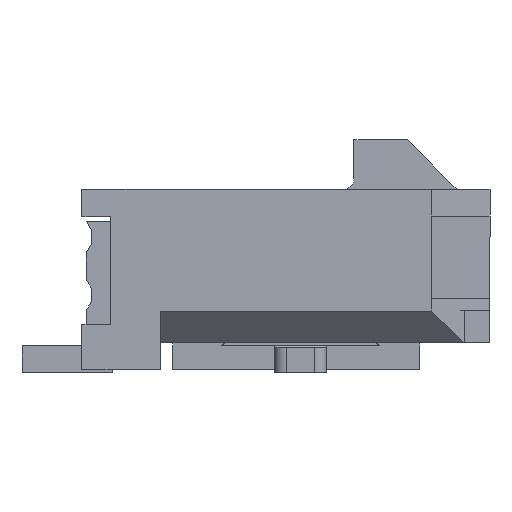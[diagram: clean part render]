
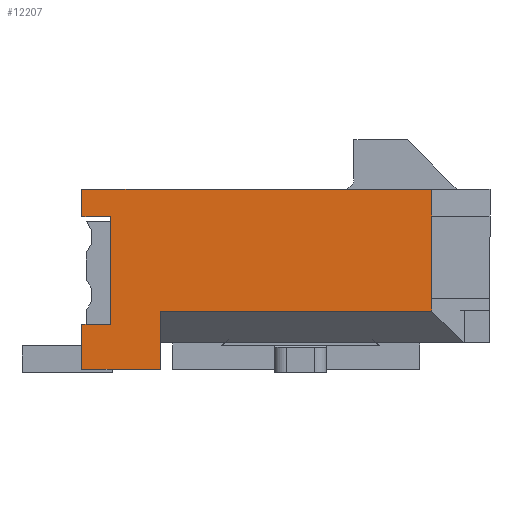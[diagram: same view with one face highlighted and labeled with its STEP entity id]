
A CAD part, front view. The second image highlights one B-rep face of the part: STEP entity #12207.
In plain terms, the highlighted face is planar.
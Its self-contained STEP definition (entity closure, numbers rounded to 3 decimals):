
#1081=ORIENTED_EDGE('',*,*,#3224,.T.);
#1082=ORIENTED_EDGE('',*,*,#3210,.T.);
#1083=ORIENTED_EDGE('',*,*,#3197,.T.);
#1084=ORIENTED_EDGE('',*,*,#2945,.T.);
#1085=ORIENTED_EDGE('',*,*,#3296,.F.);
#1086=ORIENTED_EDGE('',*,*,#2938,.T.);
#1087=ORIENTED_EDGE('',*,*,#3309,.F.);
#1088=ORIENTED_EDGE('',*,*,#3310,.F.);
#1089=ORIENTED_EDGE('',*,*,#3311,.F.);
#1090=ORIENTED_EDGE('',*,*,#3312,.T.);
#1091=ORIENTED_EDGE('',*,*,#2922,.T.);
#1092=ORIENTED_EDGE('',*,*,#3207,.T.);
#2922=EDGE_CURVE('',#4155,#4154,#5008,.T.);
#2938=EDGE_CURVE('',#4167,#4166,#5024,.T.);
#2945=EDGE_CURVE('',#4173,#4172,#5031,.T.);
#3197=EDGE_CURVE('',#4337,#4173,#5283,.T.);
#3207=EDGE_CURVE('',#4154,#4340,#5293,.T.);
#3210=EDGE_CURVE('',#4341,#4337,#5296,.T.);
#3224=EDGE_CURVE('',#4340,#4341,#5310,.T.);
#3296=EDGE_CURVE('',#4167,#4172,#5382,.T.);
#3309=EDGE_CURVE('',#4391,#4166,#5395,.T.);
#3310=EDGE_CURVE('',#4390,#4391,#5396,.T.);
#3311=EDGE_CURVE('',#4392,#4390,#5397,.T.);
#3312=EDGE_CURVE('',#4392,#4155,#5398,.T.);
#4154=VERTEX_POINT('',#15881);
#4155=VERTEX_POINT('',#15883);
#4166=VERTEX_POINT('',#15914);
#4167=VERTEX_POINT('',#15916);
#4172=VERTEX_POINT('',#15929);
#4173=VERTEX_POINT('',#15931);
#4337=VERTEX_POINT('',#16435);
#4340=VERTEX_POINT('',#16452);
#4341=VERTEX_POINT('',#16456);
#4390=VERTEX_POINT('',#16640);
#4391=VERTEX_POINT('',#16644);
#4392=VERTEX_POINT('',#16647);
#5008=LINE('',#15882,#6254);
#5024=LINE('',#15915,#6270);
#5031=LINE('',#15930,#6277);
#5283=LINE('',#16434,#6529);
#5293=LINE('',#16453,#6539);
#5296=LINE('',#16459,#6542);
#5310=LINE('',#16485,#6556);
#5382=LINE('',#16622,#6628);
#5395=LINE('',#16643,#6641);
#5396=LINE('',#16645,#6642);
#5397=LINE('',#16646,#6643);
#5398=LINE('',#16648,#6644);
#6254=VECTOR('',#13443,1000.);
#6270=VECTOR('',#13469,1000.);
#6277=VECTOR('',#13480,1000.);
#6529=VECTOR('',#13908,1000.);
#6539=VECTOR('',#13928,1000.);
#6542=VECTOR('',#13933,1000.);
#6556=VECTOR('',#13959,1000.);
#6628=VECTOR('',#14083,1000.);
#6641=VECTOR('',#14106,1000.);
#6642=VECTOR('',#14107,1000.);
#6643=VECTOR('',#14108,1000.);
#6644=VECTOR('',#14109,1000.);
#7423=EDGE_LOOP('',(#1081,#1082,#1083,#1084,#1085,#1086,#1087,#1088,#1089,
#1090,#1091,#1092));
#7921=FACE_BOUND('',#7423,.T.);
#8411=PLANE('',#12694);
#12207=ADVANCED_FACE('',(#7921),#8411,.T.);
#12694=AXIS2_PLACEMENT_3D('',#16642,#14104,#14105);
#13443=DIRECTION('',(0.,0.,-1.));
#13469=DIRECTION('',(0.,-1.,0.));
#13480=DIRECTION('',(0.,-1.,0.));
#13908=DIRECTION('',(0.,0.,-1.));
#13928=DIRECTION('',(0.,-1.,0.));
#13933=DIRECTION('',(0.,1.,0.));
#13959=DIRECTION('',(0.,0.,-1.));
#14083=DIRECTION('',(0.,0.,-1.));
#14104=DIRECTION('',(-1.,0.,0.));
#14105=DIRECTION('',(0.,0.,1.));
#14106=DIRECTION('',(0.,0.,-1.));
#14107=DIRECTION('',(0.,0.,-1.));
#14108=DIRECTION('',(0.,0.,-1.));
#14109=DIRECTION('',(0.,1.,0.));
#15881=CARTESIAN_POINT('',(-12.325,4.95,1.515));
#15882=CARTESIAN_POINT('',(-12.325,4.95,2.185));
#15883=CARTESIAN_POINT('',(-12.325,4.95,2.185));
#15914=CARTESIAN_POINT('',(-12.325,-3.536,-0.771));
#15915=CARTESIAN_POINT('',(-12.325,3.05,-0.771));
#15916=CARTESIAN_POINT('',(-12.325,3.05,-0.771));
#15929=CARTESIAN_POINT('',(-12.325,3.05,-2.185));
#15930=CARTESIAN_POINT('',(-12.325,4.95,-2.185));
#15931=CARTESIAN_POINT('',(-12.325,4.95,-2.185));
#16434=CARTESIAN_POINT('',(-12.325,4.95,2.185));
#16435=CARTESIAN_POINT('',(-12.325,4.95,-1.085));
#16452=CARTESIAN_POINT('',(-12.325,4.25,1.515));
#16453=CARTESIAN_POINT('',(-12.325,0.,1.515));
#16456=CARTESIAN_POINT('',(-12.325,4.25,-1.085));
#16459=CARTESIAN_POINT('',(-12.325,0.,-1.085));
#16485=CARTESIAN_POINT('',(-12.325,4.25,0.));
#16622=CARTESIAN_POINT('',(-12.325,3.05,-2.185));
#16640=CARTESIAN_POINT('',(-12.325,-3.536,1.535));
#16642=CARTESIAN_POINT('',(-12.325,0.,0.));
#16643=CARTESIAN_POINT('',(-12.325,-3.536,0.));
#16644=CARTESIAN_POINT('',(-12.325,-3.536,-0.465));
#16645=CARTESIAN_POINT('',(-12.325,-3.536,1.535));
#16646=CARTESIAN_POINT('',(-12.325,-3.536,0.));
#16647=CARTESIAN_POINT('',(-12.325,-3.536,2.185));
#16648=CARTESIAN_POINT('',(-12.325,-4.95,2.185));
